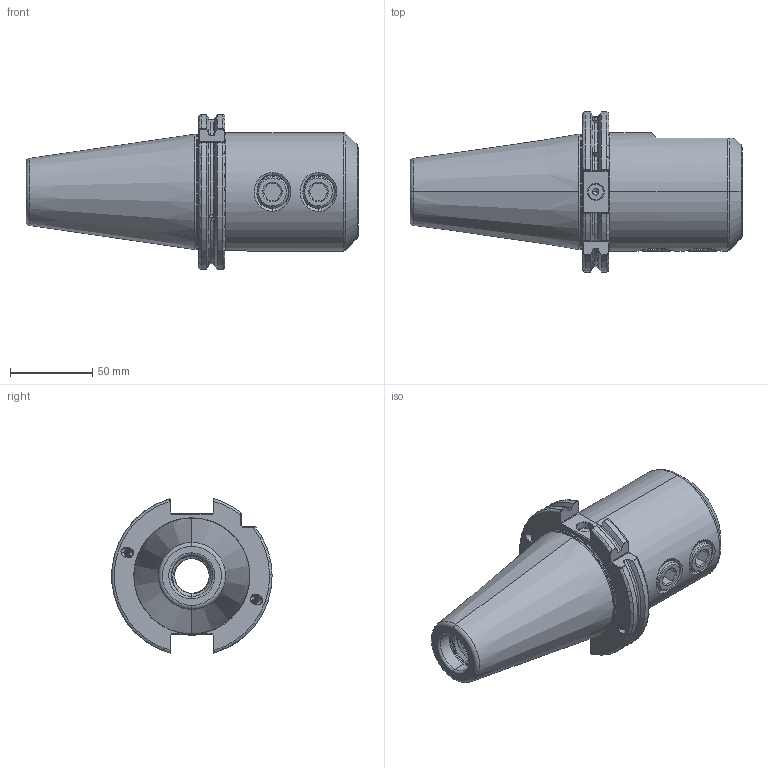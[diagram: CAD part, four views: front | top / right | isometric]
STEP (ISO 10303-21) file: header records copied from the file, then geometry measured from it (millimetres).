
FILE_DESCRIPTION (( 'STEP AP203' ), '1' );
FILE_NAME ('503.04.32.K.STEP', '2016-11-25T08:32:41', ( '' ), ( '' ), 'SwSTEP 2.0', 'SolidWorks 2012', '' );
FILE_SCHEMA (( 'CONFIG_CONTROL_DESIGN' ));
Length unit declared in the file: millimetre
Products named in the file (4): 503.04.32.K; 2-02511038U1_d31.7x3.5(側固出水32); 側固20_M20x2_20L
Assembly tree (4 placements, depth 2):
  503.04.32.K
    503.04.32.K
    2-02511038U1_d31.7x3.5(側固出水32)
    側固20_M20x2_20L  x2
Bounding box: 201.75 x 97.34 x 93.92 mm (x, y, z)
Volume: 570062.5 mm3; surface area: 83131.4 mm2
Topology: 4 solids, 4 shells, 481 faces, 1325 edges, 839 vertices
Faces by surface type: cylinder 214, plane 97, bspline 60, torus 60, cone 50
Entity records: 45562 total; most frequent: CARTESIAN_POINT 35356, ORIENTED_EDGE 2410, DIRECTION 1640, EDGE_CURVE 1205, VERTEX_POINT 772, AXIS2_PLACEMENT_3D 648, EDGE_LOOP 461, ADVANCED_FACE 442
